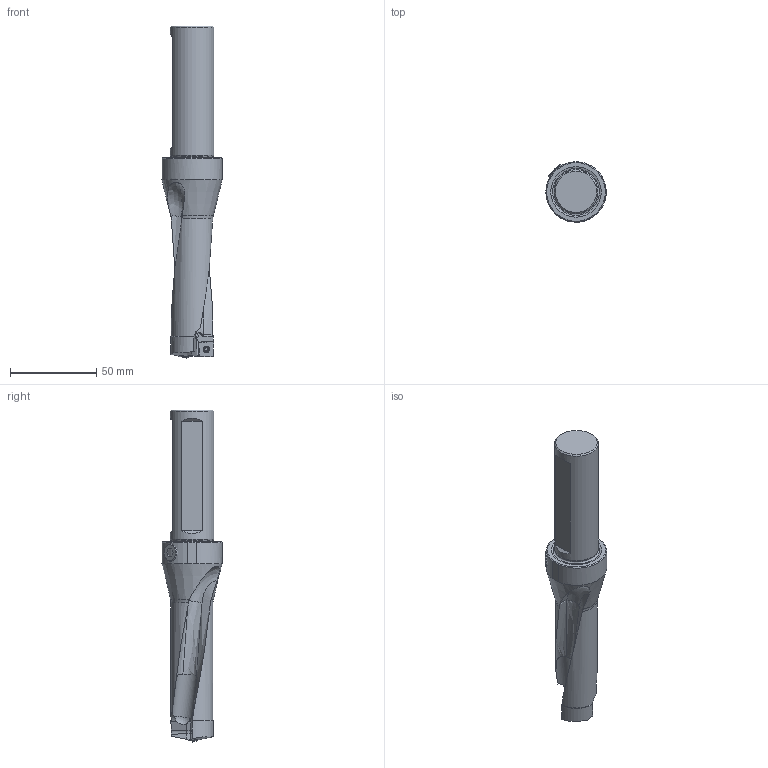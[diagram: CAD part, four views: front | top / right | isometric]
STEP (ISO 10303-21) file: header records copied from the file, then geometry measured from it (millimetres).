
FILE_DESCRIPTION(/* description */ (''),/* implementation_level */ '2;1');
FILE_NAME(/* name */ 'TCF1000R3SSF100D_GTM.stp',/* time_stamp */ '2018-08-12T09:03:33-04:00',/* author */ ('Virtual Machining Team'),/* organization */ ('Kennametal, Inc.'),/* preprocessor_version */ 'ST-DEVELOPER v15',/* originating_system */ 'SIEMENS PLM Software NX 9.0',/* authorisation */ '');
FILE_SCHEMA (('AUTOMOTIVE_DESIGN { 1 0 10303 214 3 1 1 1 }'));
Length unit declared in the file: millimetre
Products named in the file (1): TCF1000R3SSF100D_GTM
Bounding box: 34.87 x 34.9 x 192.03 mm (x, y, z)
Volume: 82604.2 mm3; surface area: 19136.5 mm2
Topology: 6 solids, 6 shells, 277 faces, 750 edges, 491 vertices
Faces by surface type: plane 118, cylinder 114, cone 21, bspline 11, torus 10, sphere 3
Full cylindrical faces by diameter (mm): 2.2 x2, 2.5 x2, 2.8 x2, 3.35 x2, 3.75 x2, 25.4 x1
Entity records: 9005 total; most frequent: CARTESIAN_POINT 2044, DIRECTION 1475, ORIENTED_EDGE 1408, EDGE_CURVE 704, AXIS2_PLACEMENT_3D 566, VERTEX_POINT 477, LINE 343, VECTOR 343
